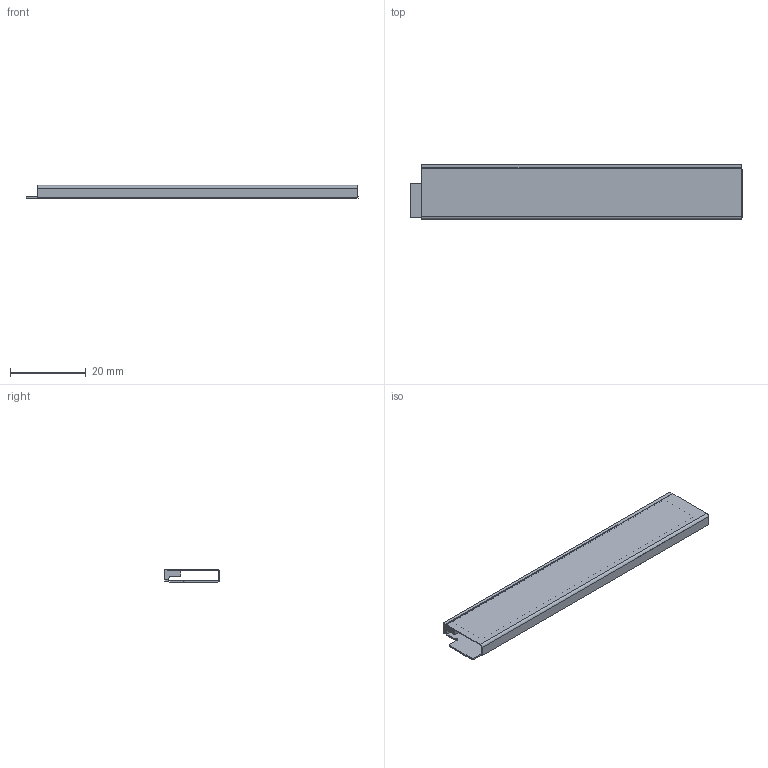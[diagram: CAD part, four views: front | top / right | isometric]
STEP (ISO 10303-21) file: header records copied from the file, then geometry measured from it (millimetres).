
FILE_DESCRIPTION (( 'STEP AP214' ), '1' );
FILE_NAME ('NNAMC0790Px01-xxxxxx.STEP', '2017-02-20T09:57:24', ( '' ), ( '' ), 'SwSTEP 2.0', 'SolidWorks 2016', '' );
FILE_SCHEMA (( 'AUTOMOTIVE_DESIGN' ));
Length unit declared in the file: millimetre
Products named in the file (7): 16_4799_12v; 16_4802_12v; NNAMC0790Px01-xxxxxx; 17_4832; 16_4800_12v; 16_4801_12v; 16_4296_12v
Assembly tree (13 placements, depth 3):
  NNAMC0790Px01-xxxxxx
    16_4296_12v
    16_4802_12v
      16_4800_12v
      16_4801_12v
      16_4799_12v
    17_4832  x8
Bounding box: 87.7 x 14.5 x 3.51 mm (x, y, z)
Volume: 1571.3 mm3; surface area: 8185.3 mm2
Topology: 12 solids, 12 shells, 102 faces, 219 edges, 142 vertices
Faces by surface type: plane 94, cylinder 8
Entity records: 1985 total; most frequent: DIRECTION 305, CARTESIAN_POINT 298, ORIENTED_EDGE 270, EDGE_CURVE 135, LINE 119, VECTOR 119, AXIS2_PLACEMENT_3D 93, VERTEX_POINT 86
